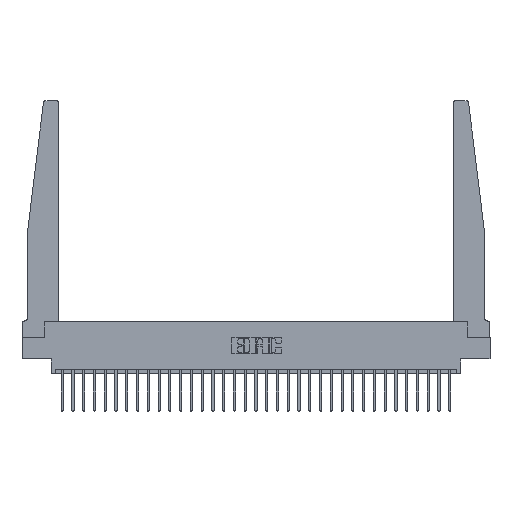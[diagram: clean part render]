
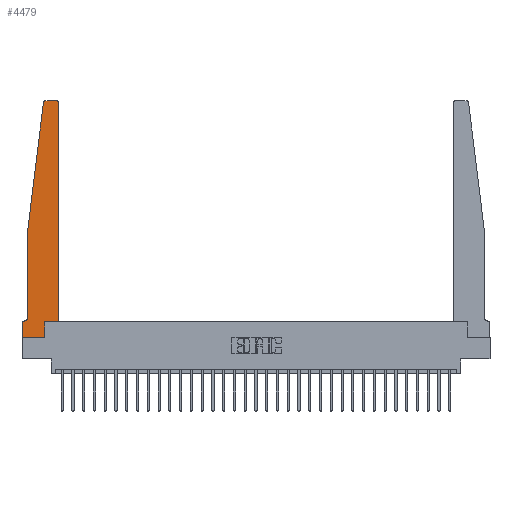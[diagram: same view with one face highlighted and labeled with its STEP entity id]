
A CAD part, top view. The second image highlights one B-rep face of the part: STEP entity #4479.
In plain terms, the highlighted planar face has unit normal (0, 0, 1).
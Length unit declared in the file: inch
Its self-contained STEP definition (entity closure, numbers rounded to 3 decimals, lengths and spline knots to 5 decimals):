
#1333 = DIRECTION ( 'NONE',  ( -0.122, -0.992, 0. ) ) ;
#1563 = ORIENTED_EDGE ( 'NONE', *, *, #4854, .T. ) ;
#1774 = CIRCLE ( 'NONE', #24243, 0.03 ) ;
#2272 = ORIENTED_EDGE ( 'NONE', *, *, #28309, .T. ) ;
#2520 = LINE ( 'NONE', #12851, #26248 ) ;
#3072 = CARTESIAN_POINT ( 'NONE',  ( 0.065, 0.2375, 0.37 ) ) ;
#3276 = VERTEX_POINT ( 'NONE', #16455 ) ;
#3594 = VERTEX_POINT ( 'NONE', #28392 ) ;
#3816 = VECTOR ( 'NONE', #17280, 39.37008 ) ;
#4125 = DIRECTION ( 'NONE',  ( 1., 0., 0. ) ) ;
#4355 = EDGE_CURVE ( 'NONE', #13109, #27613, #2520, .T. ) ;
#4479 = ADVANCED_FACE ( 'NONE', ( #5044 ), #6325, .T. ) ;
#4542 = VERTEX_POINT ( 'NONE', #11143 ) ;
#4701 = CARTESIAN_POINT ( 'NONE',  ( 0.2605, 0.18, 0.37 ) ) ;
#4787 = ORIENTED_EDGE ( 'NONE', *, *, #23889, .T. ) ;
#4854 = EDGE_CURVE ( 'NONE', #3276, #23683, #1774, .T. ) ;
#5044 = FACE_OUTER_BOUND ( 'NONE', #19459, .T. ) ;
#5187 = ORIENTED_EDGE ( 'NONE', *, *, #16958, .T. ) ;
#5265 = LINE ( 'NONE', #28774, #22850 ) ;
#5634 = CARTESIAN_POINT ( 'NONE',  ( 0.015, 0.1875, 0.37 ) ) ;
#5753 = ORIENTED_EDGE ( 'NONE', *, *, #22422, .T. ) ;
#6035 = VECTOR ( 'NONE', #9895, 39.37008 ) ;
#6212 = AXIS2_PLACEMENT_3D ( 'NONE', #25002, #11234, #27317 ) ;
#6325 = PLANE ( 'NONE',  #29069 ) ;
#6362 = DIRECTION ( 'NONE',  ( 1., 0., 0. ) ) ;
#6979 = VECTOR ( 'NONE', #26487, 39.37008 ) ;
#7282 = CARTESIAN_POINT ( 'NONE',  ( 0.015, 0.2375, 0.37 ) ) ;
#8111 = DIRECTION ( 'NONE',  ( 0., 0., 1. ) ) ;
#8166 = VERTEX_POINT ( 'NONE', #5634 ) ;
#8314 = EDGE_CURVE ( 'NONE', #27613, #28109, #12308, .T. ) ;
#9295 = ORIENTED_EDGE ( 'NONE', *, *, #4355, .T. ) ;
#9303 = DIRECTION ( 'NONE',  ( 0., 1., 0. ) ) ;
#9355 = VERTEX_POINT ( 'NONE', #17287 ) ;
#9592 = DIRECTION ( 'NONE',  ( -1., 0., 0. ) ) ;
#9640 = DIRECTION ( 'NONE',  ( 0., -1., 0. ) ) ;
#9685 = CARTESIAN_POINT ( 'NONE',  ( 0.24675, 2.72367, 0.37 ) ) ;
#9741 = CARTESIAN_POINT ( 'NONE',  ( 0.065, 1.25, 0.37 ) ) ;
#9895 = DIRECTION ( 'NONE',  ( -1., 0., 0. ) ) ;
#9914 = LINE ( 'NONE', #21817, #3816 ) ;
#10411 = CARTESIAN_POINT ( 'NONE',  ( 0., 0., 0.37 ) ) ;
#10730 = VECTOR ( 'NONE', #23508, 39.37008 ) ;
#11058 = EDGE_CURVE ( 'NONE', #24341, #8166, #26533, .T. ) ;
#11142 = EDGE_CURVE ( 'NONE', #8166, #9355, #24351, .T. ) ;
#11143 = CARTESIAN_POINT ( 'NONE',  ( 0.2605, 0., 0.37 ) ) ;
#11234 = DIRECTION ( 'NONE',  ( 0., 0., 1. ) ) ;
#11259 = LINE ( 'NONE', #4701, #17354 ) ;
#11672 = VERTEX_POINT ( 'NONE', #23129 ) ;
#12246 = ORIENTED_EDGE ( 'NONE', *, *, #17526, .T. ) ;
#12308 = CIRCLE ( 'NONE', #6212, 0.03 ) ;
#12732 = VECTOR ( 'NONE', #9640, 39.37008 ) ;
#12735 = ORIENTED_EDGE ( 'NONE', *, *, #11058, .T. ) ;
#12851 = CARTESIAN_POINT ( 'NONE',  ( 0.425, 0.18, 0.37 ) ) ;
#13109 = VERTEX_POINT ( 'NONE', #18521 ) ;
#14401 = LINE ( 'NONE', #29298, #25187 ) ;
#14406 = CARTESIAN_POINT ( 'NONE',  ( 0.065, 0.1875, 0.37 ) ) ;
#14880 = LINE ( 'NONE', #25731, #12732 ) ;
#16009 = ORIENTED_EDGE ( 'NONE', *, *, #11142, .T. ) ;
#16455 = CARTESIAN_POINT ( 'NONE',  ( 0.27653, 2.75, 0.37 ) ) ;
#16809 = LINE ( 'NONE', #9741, #10730 ) ;
#16958 = EDGE_CURVE ( 'NONE', #9355, #22189, #14880, .T. ) ;
#17280 = DIRECTION ( 'NONE',  ( -1., 0., 0. ) ) ;
#17287 = CARTESIAN_POINT ( 'NONE',  ( 0., 0.1875, 0.37 ) ) ;
#17354 = VECTOR ( 'NONE', #9303, 39.37008 ) ;
#17526 = EDGE_CURVE ( 'NONE', #4542, #11672, #11259, .T. ) ;
#17837 = DIRECTION ( 'NONE',  ( 0., 0., 1. ) ) ;
#18521 = CARTESIAN_POINT ( 'NONE',  ( 0.425, 0.18, 0.37 ) ) ;
#19169 = LINE ( 'NONE', #10411, #6979 ) ;
#19459 = EDGE_LOOP ( 'NONE', ( #4787, #1563, #27298, #5753, #12735, #16009, #5187, #2272, #12246, #26273, #9295, #24000 ) ) ;
#19962 = EDGE_CURVE ( 'NONE', #11672, #13109, #14401, .T. ) ;
#20080 = CARTESIAN_POINT ( 'NONE',  ( 0., 0.1875, 0.37 ) ) ;
#20673 = AXIS2_PLACEMENT_3D ( 'NONE', #7282, #23353, #9592 ) ;
#21817 = CARTESIAN_POINT ( 'NONE',  ( 0.25, 2.75, 0.37 ) ) ;
#21853 = CARTESIAN_POINT ( 'NONE',  ( 0.27653, 2.72, 0.37 ) ) ;
#22189 = VERTEX_POINT ( 'NONE', #27246 ) ;
#22422 = EDGE_CURVE ( 'NONE', #3594, #24341, #16809, .T. ) ;
#22850 = VECTOR ( 'NONE', #1333, 39.37008 ) ;
#23129 = CARTESIAN_POINT ( 'NONE',  ( 0.2605, 0.18, 0.37 ) ) ;
#23176 = CARTESIAN_POINT ( 'NONE',  ( 0.395, 2.75, 0.37 ) ) ;
#23353 = DIRECTION ( 'NONE',  ( 0., 0., -1. ) ) ;
#23508 = DIRECTION ( 'NONE',  ( 0., -1., 0. ) ) ;
#23683 = VERTEX_POINT ( 'NONE', #9685 ) ;
#23889 = EDGE_CURVE ( 'NONE', #28109, #3276, #9914, .T. ) ;
#24000 = ORIENTED_EDGE ( 'NONE', *, *, #8314, .T. ) ;
#24167 = DIRECTION ( 'NONE',  ( 1., 0., 0. ) ) ;
#24243 = AXIS2_PLACEMENT_3D ( 'NONE', #21853, #8111, #24167 ) ;
#24341 = VERTEX_POINT ( 'NONE', #3072 ) ;
#24351 = LINE ( 'NONE', #14406, #6035 ) ;
#25002 = CARTESIAN_POINT ( 'NONE',  ( 0.395, 2.72, 0.37 ) ) ;
#25187 = VECTOR ( 'NONE', #6362, 39.37008 ) ;
#25731 = CARTESIAN_POINT ( 'NONE',  ( 0., 0., 0.37 ) ) ;
#26248 = VECTOR ( 'NONE', #26635, 39.37008 ) ;
#26273 = ORIENTED_EDGE ( 'NONE', *, *, #19962, .T. ) ;
#26487 = DIRECTION ( 'NONE',  ( 1., 0., 0. ) ) ;
#26533 = CIRCLE ( 'NONE', #20673, 0.05 ) ;
#26635 = DIRECTION ( 'NONE',  ( 0., 1., 0. ) ) ;
#27196 = EDGE_CURVE ( 'NONE', #23683, #3594, #5265, .T. ) ;
#27246 = CARTESIAN_POINT ( 'NONE',  ( 0., 0., 0.37 ) ) ;
#27298 = ORIENTED_EDGE ( 'NONE', *, *, #27196, .T. ) ;
#27317 = DIRECTION ( 'NONE',  ( 1., 0., 0. ) ) ;
#27613 = VERTEX_POINT ( 'NONE', #28655 ) ;
#28109 = VERTEX_POINT ( 'NONE', #23176 ) ;
#28309 = EDGE_CURVE ( 'NONE', #22189, #4542, #19169, .T. ) ;
#28392 = CARTESIAN_POINT ( 'NONE',  ( 0.065, 1.25, 0.37 ) ) ;
#28655 = CARTESIAN_POINT ( 'NONE',  ( 0.425, 2.72, 0.37 ) ) ;
#28774 = CARTESIAN_POINT ( 'NONE',  ( 0.065, 1.25, 0.37 ) ) ;
#29069 = AXIS2_PLACEMENT_3D ( 'NONE', #20080, #17837, #4125 ) ;
#29298 = CARTESIAN_POINT ( 'NONE',  ( 0.425, 0.18, 0.37 ) ) ;
